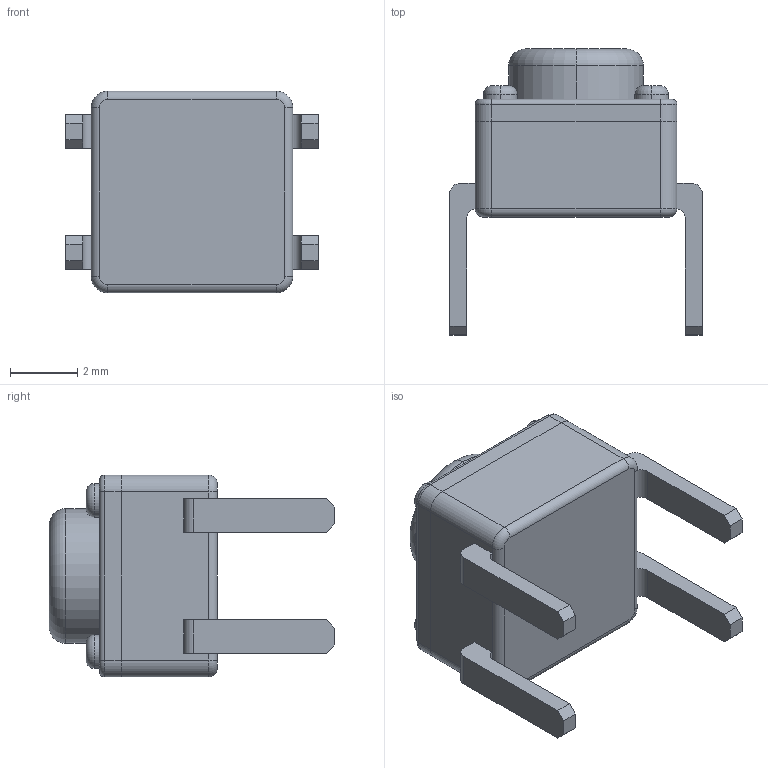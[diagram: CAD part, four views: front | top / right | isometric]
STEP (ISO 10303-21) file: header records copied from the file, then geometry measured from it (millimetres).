
FILE_DESCRIPTION (( 'STEP AP214' ), '1' );
FILE_NAME ('Tactile Push Button.STEP', '2021-09-29T16:56:11', ( '' ), ( '' ), 'SwSTEP 2.0', 'SolidWorks 2018', '' );
FILE_SCHEMA (( 'AUTOMOTIVE_DESIGN' ));
Length unit declared in the file: millimetre
Products named in the file (1): Tactile Push Button
Bounding box: 7.5 x 8.5 x 6 mm (x, y, z)
Volume: 153.8 mm3; surface area: 221.6 mm2
Topology: 1 solids, 1 shells, 99 faces, 234 edges, 142 vertices
Faces by surface type: plane 47, cylinder 34, torus 18
Entity records: 3485 total; most frequent: DIRECTION 526, CARTESIAN_POINT 476, ORIENTED_EDGE 468, EDGE_CURVE 234, AXIS2_PLACEMENT_3D 192, VERTEX_POINT 142, VECTOR 142, LINE 142
